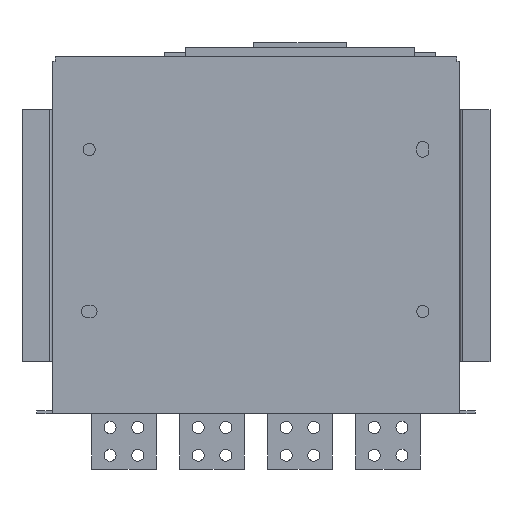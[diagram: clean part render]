
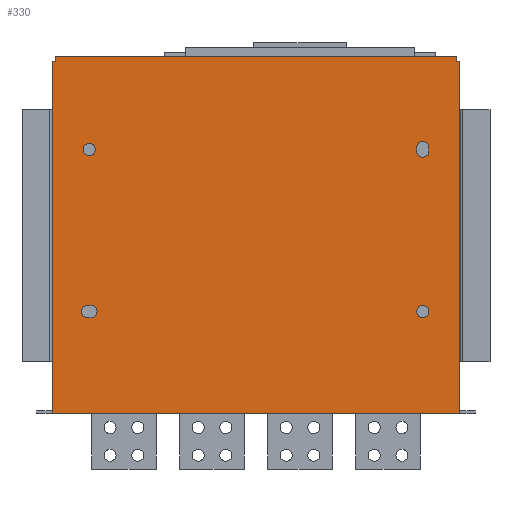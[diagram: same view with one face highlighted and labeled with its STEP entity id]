
A CAD part, front view. The second image highlights one B-rep face of the part: STEP entity #330.
In plain terms, the highlighted planar face has unit normal (0, -1, 0).
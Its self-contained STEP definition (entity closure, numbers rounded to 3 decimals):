
#330=ADVANCED_FACE('',(#1439,#1440,#1441,#1442,#1443),#492,.T.);
#492=PLANE('',#3632);
#726=LINE('',#5069,#1080);
#741=LINE('',#5100,#1095);
#747=LINE('',#5110,#1101);
#765=LINE('',#5154,#1119);
#772=LINE('',#5167,#1126);
#773=LINE('',#5172,#1127);
#774=LINE('',#5178,#1128);
#775=LINE('',#5182,#1129);
#776=LINE('',#5187,#1130);
#777=LINE('',#5189,#1131);
#778=LINE('',#5190,#1132);
#779=LINE('',#5192,#1133);
#1080=VECTOR('',#4128,1.);
#1095=VECTOR('',#4145,1.);
#1101=VECTOR('',#4153,1.);
#1119=VECTOR('',#4183,1.);
#1126=VECTOR('',#4194,1.);
#1127=VECTOR('',#4197,1.);
#1128=VECTOR('',#4202,1.);
#1129=VECTOR('',#4205,1.);
#1130=VECTOR('',#4210,1.);
#1131=VECTOR('',#4211,1.);
#1132=VECTOR('',#4212,1.);
#1133=VECTOR('',#4213,1.);
#1439=FACE_BOUND('',#1646,.T.);
#1440=FACE_BOUND('',#1647,.T.);
#1441=FACE_BOUND('',#1648,.T.);
#1442=FACE_BOUND('',#1649,.T.);
#1443=FACE_BOUND('',#1650,.T.);
#1646=EDGE_LOOP('',(#2155,#2156,#2157,#2158));
#1647=EDGE_LOOP('',(#2159,#2160,#2161,#2162));
#1648=EDGE_LOOP('',(#2163));
#1649=EDGE_LOOP('',(#2164));
#1650=EDGE_LOOP('',(#2165,#2166,#2167,#2168,#2169,#2170,#2171,#2172));
#2155=ORIENTED_EDGE('',*,*,#3215,.F.);
#2156=ORIENTED_EDGE('',*,*,#3216,.F.);
#2157=ORIENTED_EDGE('',*,*,#3217,.F.);
#2158=ORIENTED_EDGE('',*,*,#3218,.F.);
#2159=ORIENTED_EDGE('',*,*,#3219,.F.);
#2160=ORIENTED_EDGE('',*,*,#3220,.F.);
#2161=ORIENTED_EDGE('',*,*,#3221,.F.);
#2162=ORIENTED_EDGE('',*,*,#3222,.F.);
#2163=ORIENTED_EDGE('',*,*,#3223,.F.);
#2164=ORIENTED_EDGE('',*,*,#3224,.F.);
#2165=ORIENTED_EDGE('',*,*,#3165,.T.);
#2166=ORIENTED_EDGE('',*,*,#3180,.T.);
#2167=ORIENTED_EDGE('',*,*,#3225,.F.);
#2168=ORIENTED_EDGE('',*,*,#3226,.T.);
#2169=ORIENTED_EDGE('',*,*,#3208,.F.);
#2170=ORIENTED_EDGE('',*,*,#3227,.F.);
#2171=ORIENTED_EDGE('',*,*,#3228,.F.);
#2172=ORIENTED_EDGE('',*,*,#3186,.F.);
#2822=VERTEX_POINT('',#5062);
#2824=VERTEX_POINT('',#5068);
#2839=VERTEX_POINT('',#5099);
#2843=VERTEX_POINT('',#5111);
#2859=VERTEX_POINT('',#5148);
#2862=VERTEX_POINT('',#5153);
#2867=VERTEX_POINT('',#5168);
#2868=VERTEX_POINT('',#5169);
#2869=VERTEX_POINT('',#5171);
#2870=VERTEX_POINT('',#5173);
#2871=VERTEX_POINT('',#5176);
#2872=VERTEX_POINT('',#5177);
#2873=VERTEX_POINT('',#5179);
#2874=VERTEX_POINT('',#5181);
#2875=VERTEX_POINT('',#5184);
#2876=VERTEX_POINT('',#5186);
#2877=VERTEX_POINT('',#5188);
#2878=VERTEX_POINT('',#5191);
#3165=EDGE_CURVE('',#2822,#2824,#726,.T.);
#3180=EDGE_CURVE('',#2824,#2839,#741,.T.);
#3186=EDGE_CURVE('',#2822,#2843,#747,.T.);
#3208=EDGE_CURVE('',#2862,#2859,#765,.T.);
#3215=EDGE_CURVE('',#2867,#2868,#772,.T.);
#3216=EDGE_CURVE('',#2869,#2867,#3475,.T.);
#3217=EDGE_CURVE('',#2870,#2869,#773,.T.);
#3218=EDGE_CURVE('',#2868,#2870,#3476,.T.);
#3219=EDGE_CURVE('',#2871,#2872,#3477,.T.);
#3220=EDGE_CURVE('',#2873,#2871,#774,.T.);
#3221=EDGE_CURVE('',#2874,#2873,#3478,.T.);
#3222=EDGE_CURVE('',#2872,#2874,#775,.T.);
#3223=EDGE_CURVE('',#2875,#2875,#3479,.T.);
#3224=EDGE_CURVE('',#2876,#2876,#3480,.T.);
#3225=EDGE_CURVE('',#2877,#2839,#776,.T.);
#3226=EDGE_CURVE('',#2877,#2859,#777,.T.);
#3227=EDGE_CURVE('',#2878,#2862,#778,.T.);
#3228=EDGE_CURVE('',#2843,#2878,#779,.T.);
#3475=CIRCLE('',#3626,6.5);
#3476=CIRCLE('',#3627,6.5);
#3477=CIRCLE('',#3628,6.5);
#3478=CIRCLE('',#3629,6.5);
#3479=CIRCLE('',#3630,6.5);
#3480=CIRCLE('',#3631,6.5);
#3626=AXIS2_PLACEMENT_3D('',#5170,#4195,#4196);
#3627=AXIS2_PLACEMENT_3D('',#5174,#4198,#4199);
#3628=AXIS2_PLACEMENT_3D('',#5175,#4200,#4201);
#3629=AXIS2_PLACEMENT_3D('',#5180,#4203,#4204);
#3630=AXIS2_PLACEMENT_3D('',#5183,#4206,#4207);
#3631=AXIS2_PLACEMENT_3D('',#5185,#4208,#4209);
#3632=AXIS2_PLACEMENT_3D('',#5193,#4214,#4215);
#4128=DIRECTION('',(1.,0.,0.));
#4145=DIRECTION('',(0.,0.,1.));
#4153=DIRECTION('',(0.,0.,1.));
#4183=DIRECTION('',(1.,0.,0.));
#4194=DIRECTION('',(0.,0.,-1.));
#4195=DIRECTION('',(0.,-1.,0.));
#4196=DIRECTION('',(-1.,0.,0.));
#4197=DIRECTION('',(0.,0.,1.));
#4198=DIRECTION('',(0.,-1.,0.));
#4199=DIRECTION('',(-1.,0.,0.));
#4200=DIRECTION('',(0.,-1.,0.));
#4201=DIRECTION('',(-1.,0.,0.));
#4202=DIRECTION('',(-1.,0.,0.));
#4203=DIRECTION('',(0.,-1.,0.));
#4204=DIRECTION('',(-1.,0.,0.));
#4205=DIRECTION('',(1.,0.,0.));
#4206=DIRECTION('',(0.,-1.,0.));
#4207=DIRECTION('',(-1.,0.,0.));
#4208=DIRECTION('',(0.,-1.,0.));
#4209=DIRECTION('',(-1.,0.,0.));
#4210=DIRECTION('',(1.,0.,0.));
#4211=DIRECTION('',(0.,0.,1.));
#4212=DIRECTION('',(0.,0.,1.));
#4213=DIRECTION('',(1.,0.,0.));
#4214=DIRECTION('',(0.,-1.,0.));
#4215=DIRECTION('',(0.,0.,-1.));
#5062=CARTESIAN_POINT('',(5.,0.,-152.5));
#5068=CARTESIAN_POINT('',(445.,0.,-152.5));
#5069=CARTESIAN_POINT('',(464.,0.,-152.5));
#5099=CARTESIAN_POINT('',(445.,0.,227.5));
#5100=CARTESIAN_POINT('',(445.,0.,-122.5));
#5110=CARTESIAN_POINT('',(5.,0.,-122.5));
#5111=CARTESIAN_POINT('',(5.,0.,227.5));
#5148=CARTESIAN_POINT('',(441.8,0.,232.5));
#5153=CARTESIAN_POINT('',(8.2,0.,232.5));
#5154=CARTESIAN_POINT('',(441.8,0.,232.5));
#5167=CARTESIAN_POINT('',(398.5,0.,134.5));
#5168=CARTESIAN_POINT('',(398.5,0.,134.5));
#5169=CARTESIAN_POINT('',(398.5,0.,130.5));
#5170=CARTESIAN_POINT('',(405.,0.,134.5));
#5171=CARTESIAN_POINT('',(411.5,0.,134.5));
#5172=CARTESIAN_POINT('',(411.5,0.,130.5));
#5173=CARTESIAN_POINT('',(411.5,0.,130.5));
#5174=CARTESIAN_POINT('',(405.,0.,130.5));
#5175=CARTESIAN_POINT('',(43.,0.,-42.5));
#5176=CARTESIAN_POINT('',(43.,0.,-36.));
#5177=CARTESIAN_POINT('',(43.,0.,-49.));
#5178=CARTESIAN_POINT('',(135.,0.,-36.));
#5179=CARTESIAN_POINT('',(47.,0.,-36.));
#5180=CARTESIAN_POINT('',(47.,0.,-42.5));
#5181=CARTESIAN_POINT('',(47.,0.,-49.));
#5182=CARTESIAN_POINT('',(38.,0.,-49.));
#5183=CARTESIAN_POINT('',(405.,0.,-42.5));
#5184=CARTESIAN_POINT('',(398.5,0.,-42.5));
#5185=CARTESIAN_POINT('',(45.,0.,132.5));
#5186=CARTESIAN_POINT('',(38.5,0.,132.5));
#5187=CARTESIAN_POINT('',(445.,0.,227.5));
#5188=CARTESIAN_POINT('',(441.8,0.,227.5));
#5189=CARTESIAN_POINT('',(441.8,0.,227.5));
#5190=CARTESIAN_POINT('',(8.2,0.,0.));
#5191=CARTESIAN_POINT('',(8.2,0.,227.5));
#5192=CARTESIAN_POINT('',(-110.,0.,227.5));
#5193=CARTESIAN_POINT('',(0.,0.,0.));
